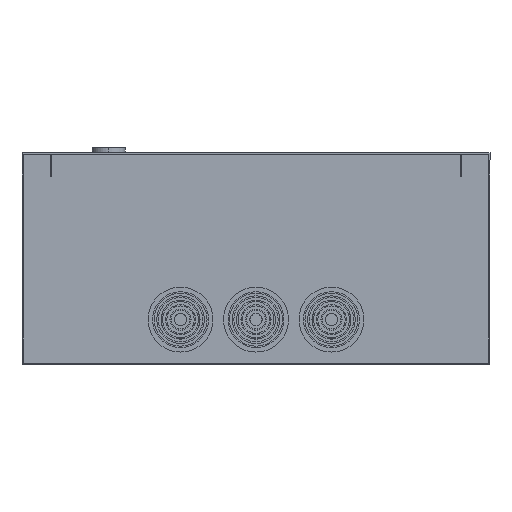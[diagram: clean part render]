
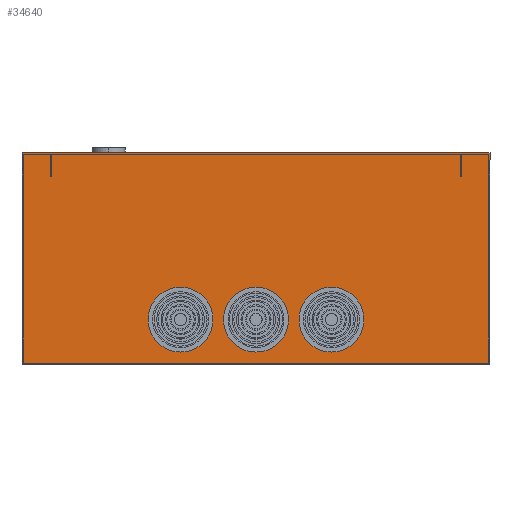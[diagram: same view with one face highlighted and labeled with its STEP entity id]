
A CAD part, front view. The second image highlights one B-rep face of the part: STEP entity #34640.
In plain terms, the highlighted planar face has unit normal (0, -1, 0).
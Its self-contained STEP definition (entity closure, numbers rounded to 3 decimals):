
#1015 = EDGE_CURVE ( 'NONE', #185682, #138614, #145192, .T. ) ;
#2346 = AXIS2_PLACEMENT_3D ( 'NONE', #36315, #172745, #173733 ) ;
#8691 = CARTESIAN_POINT ( 'NONE',  ( 50., -542.5, 47.3 ) ) ;
#10170 = DIRECTION ( 'NONE',  ( 0., 1., 0. ) ) ;
#19838 = CARTESIAN_POINT ( 'NONE',  ( -50., -542.5, 28.8 ) ) ;
#21599 = AXIS2_PLACEMENT_3D ( 'NONE', #147957, #178895, #25474 ) ;
#22067 = VECTOR ( 'NONE', #68686, 1000. ) ;
#22978 = EDGE_CURVE ( 'NONE', #68859, #169238, #36887, .T. ) ;
#23336 = CARTESIAN_POINT ( 'NONE',  ( 50., -542.5, 10.3 ) ) ;
#25474 = DIRECTION ( 'NONE',  ( 0., 0., 1. ) ) ;
#26162 = DIRECTION ( 'NONE',  ( 0., 0., -1. ) ) ;
#28456 = FACE_BOUND ( 'NONE', #171408, .T. ) ;
#29016 = VECTOR ( 'NONE', #63114, 1000. ) ;
#30099 = VERTEX_POINT ( 'NONE', #126363 ) ;
#33127 = CARTESIAN_POINT ( 'NONE',  ( 0., -542.5, 28.8 ) ) ;
#34640 = ADVANCED_FACE ( 'NONE', ( #176911, #162972, #28456, #59407 ), #102144, .T. ) ;
#36315 = CARTESIAN_POINT ( 'NONE',  ( -50., -542.5, 28.8 ) ) ;
#36887 = LINE ( 'NONE', #51875, #22067 ) ;
#39167 = CIRCLE ( 'NONE', #102647, 18.5 ) ;
#42859 = DIRECTION ( 'NONE',  ( 1., 0., 0. ) ) ;
#44239 = EDGE_LOOP ( 'NONE', ( #105488, #45870, #144632, #83347 ) ) ;
#44331 = LINE ( 'NONE', #196708, #29016 ) ;
#44348 = DIRECTION ( 'NONE',  ( 0., 1., 0. ) ) ;
#45149 = EDGE_CURVE ( 'NONE', #106007, #108281, #172307, .T. ) ;
#45870 = ORIENTED_EDGE ( 'NONE', *, *, #184278, .T. ) ;
#47058 = CARTESIAN_POINT ( 'NONE',  ( 155., -542.5, 139.2 ) ) ;
#47581 = ORIENTED_EDGE ( 'NONE', *, *, #1015, .T. ) ;
#49939 = VECTOR ( 'NONE', #195551, 1000. ) ;
#51875 = CARTESIAN_POINT ( 'NONE',  ( 153.2, -542.5, 139.2 ) ) ;
#59407 = FACE_BOUND ( 'NONE', #83963, .T. ) ;
#60124 = CIRCLE ( 'NONE', #85478, 18.5 ) ;
#60576 = ORIENTED_EDGE ( 'NONE', *, *, #129563, .T. ) ;
#61020 = DIRECTION ( 'NONE',  ( 0., 0., 1. ) ) ;
#63114 = DIRECTION ( 'NONE',  ( 0., 0., -1. ) ) ;
#68686 = DIRECTION ( 'NONE',  ( -1., 0., 0. ) ) ;
#68859 = VERTEX_POINT ( 'NONE', #83345 ) ;
#68893 = AXIS2_PLACEMENT_3D ( 'NONE', #119814, #44348, #71145 ) ;
#71145 = DIRECTION ( 'NONE',  ( 0., 0., -1. ) ) ;
#73833 = EDGE_CURVE ( 'NONE', #156379, #30099, #145515, .T. ) ;
#77626 = CARTESIAN_POINT ( 'NONE',  ( -155., -542.5, -0.8 ) ) ;
#77654 = DIRECTION ( 'NONE',  ( 0., 0., 1. ) ) ;
#78625 = DIRECTION ( 'NONE',  ( 0., 1., 0. ) ) ;
#83345 = CARTESIAN_POINT ( 'NONE',  ( 155., -542.5, 139.2 ) ) ;
#83347 = ORIENTED_EDGE ( 'NONE', *, *, #22978, .T. ) ;
#83963 = EDGE_LOOP ( 'NONE', ( #195014, #60576 ) ) ;
#85478 = AXIS2_PLACEMENT_3D ( 'NONE', #166617, #167556, #61020 ) ;
#94330 = ORIENTED_EDGE ( 'NONE', *, *, #164076, .T. ) ;
#99183 = CARTESIAN_POINT ( 'NONE',  ( 0., -542.5, 10.3 ) ) ;
#102144 = PLANE ( 'NONE',  #21599 ) ;
#102647 = AXIS2_PLACEMENT_3D ( 'NONE', #19838, #78625, #77654 ) ;
#105488 = ORIENTED_EDGE ( 'NONE', *, *, #188988, .T. ) ;
#105862 = DIRECTION ( 'NONE',  ( 0., 1., 0. ) ) ;
#106007 = VERTEX_POINT ( 'NONE', #99183 ) ;
#108281 = VERTEX_POINT ( 'NONE', #178208 ) ;
#119814 = CARTESIAN_POINT ( 'NONE',  ( 50., -542.5, 28.8 ) ) ;
#122756 = CARTESIAN_POINT ( 'NONE',  ( 155., -542.5, -0.8 ) ) ;
#126363 = CARTESIAN_POINT ( 'NONE',  ( -50., -542.5, 10.3 ) ) ;
#127574 = EDGE_CURVE ( 'NONE', #138614, #185682, #176832, .T. ) ;
#128194 = VERTEX_POINT ( 'NONE', #77626 ) ;
#128391 = VECTOR ( 'NONE', #42859, 1000. ) ;
#129126 = EDGE_LOOP ( 'NONE', ( #94330, #187929 ) ) ;
#129563 = EDGE_CURVE ( 'NONE', #108281, #106007, #60124, .T. ) ;
#134621 = LINE ( 'NONE', #47058, #49939 ) ;
#138614 = VERTEX_POINT ( 'NONE', #8691 ) ;
#144632 = ORIENTED_EDGE ( 'NONE', *, *, #154769, .F. ) ;
#145192 = CIRCLE ( 'NONE', #68893, 18.5 ) ;
#145515 = CIRCLE ( 'NONE', #2346, 18.5 ) ;
#147957 = CARTESIAN_POINT ( 'NONE',  ( 153.2, -542.5, 139.2 ) ) ;
#151267 = CARTESIAN_POINT ( 'NONE',  ( 153.2, -542.5, -0.8 ) ) ;
#154769 = EDGE_CURVE ( 'NONE', #68859, #176045, #134621, .T. ) ;
#156379 = VERTEX_POINT ( 'NONE', #178609 ) ;
#157799 = AXIS2_PLACEMENT_3D ( 'NONE', #159735, #10170, #26162 ) ;
#159735 = CARTESIAN_POINT ( 'NONE',  ( 50., -542.5, 28.8 ) ) ;
#162798 = AXIS2_PLACEMENT_3D ( 'NONE', #33127, #105862, #167652 ) ;
#162972 = FACE_BOUND ( 'NONE', #129126, .T. ) ;
#164076 = EDGE_CURVE ( 'NONE', #30099, #156379, #39167, .T. ) ;
#166617 = CARTESIAN_POINT ( 'NONE',  ( 0., -542.5, 28.8 ) ) ;
#167556 = DIRECTION ( 'NONE',  ( 0., 1., 0. ) ) ;
#167652 = DIRECTION ( 'NONE',  ( 0., 0., 1. ) ) ;
#169238 = VERTEX_POINT ( 'NONE', #173121 ) ;
#171408 = EDGE_LOOP ( 'NONE', ( #47581, #187122 ) ) ;
#172307 = CIRCLE ( 'NONE', #162798, 18.5 ) ;
#172745 = DIRECTION ( 'NONE',  ( 0., 1., 0. ) ) ;
#173121 = CARTESIAN_POINT ( 'NONE',  ( -155., -542.5, 139.2 ) ) ;
#173733 = DIRECTION ( 'NONE',  ( 0., 0., 1. ) ) ;
#176045 = VERTEX_POINT ( 'NONE', #122756 ) ;
#176832 = CIRCLE ( 'NONE', #157799, 18.5 ) ;
#176911 = FACE_OUTER_BOUND ( 'NONE', #44239, .T. ) ;
#178208 = CARTESIAN_POINT ( 'NONE',  ( 0., -542.5, 47.3 ) ) ;
#178609 = CARTESIAN_POINT ( 'NONE',  ( -50., -542.5, 47.3 ) ) ;
#178895 = DIRECTION ( 'NONE',  ( 0., -1., 0. ) ) ;
#184278 = EDGE_CURVE ( 'NONE', #128194, #176045, #196248, .T. ) ;
#185682 = VERTEX_POINT ( 'NONE', #23336 ) ;
#187122 = ORIENTED_EDGE ( 'NONE', *, *, #127574, .T. ) ;
#187929 = ORIENTED_EDGE ( 'NONE', *, *, #73833, .T. ) ;
#188988 = EDGE_CURVE ( 'NONE', #169238, #128194, #44331, .T. ) ;
#195014 = ORIENTED_EDGE ( 'NONE', *, *, #45149, .T. ) ;
#195551 = DIRECTION ( 'NONE',  ( 0., 0., -1. ) ) ;
#196248 = LINE ( 'NONE', #151267, #128391 ) ;
#196708 = CARTESIAN_POINT ( 'NONE',  ( -155., -542.5, 139.2 ) ) ;
